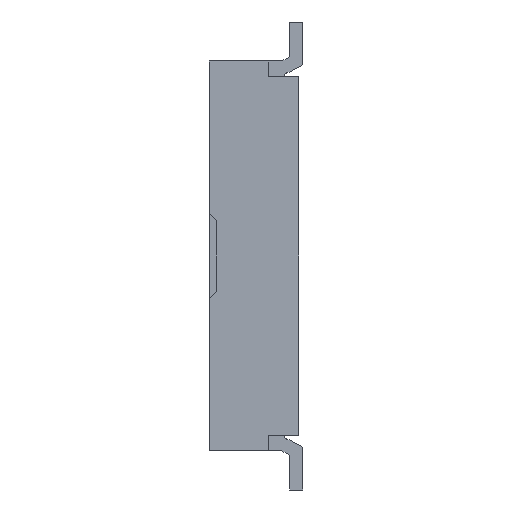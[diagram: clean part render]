
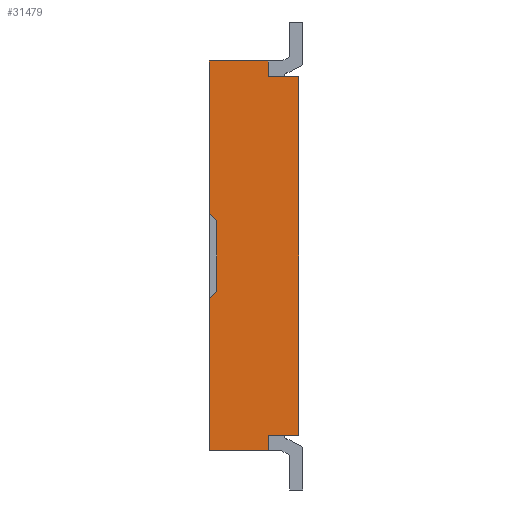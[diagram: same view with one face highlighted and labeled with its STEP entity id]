
A CAD part, left-side view. The second image highlights one B-rep face of the part: STEP entity #31479.
In plain terms, the highlighted planar face has unit normal (-1, 0, 0).
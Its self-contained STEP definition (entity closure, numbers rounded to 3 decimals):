
#225=DIRECTION('',(0.,-1.,0.));
#226=VECTOR('',#225,0.76);
#227=CARTESIAN_POINT('',(-8.8,0.575,2.5));
#228=LINE('',#227,#226);
#4857=DIRECTION('',(0.,1.,0.));
#4858=VECTOR('',#4857,0.39);
#4859=CARTESIAN_POINT('',(-8.8,-0.575,2.3));
#4860=LINE('',#4859,#4858);
#4861=DIRECTION('',(0.,1.,0.));
#4862=VECTOR('',#4861,0.39);
#4863=CARTESIAN_POINT('',(-8.8,-0.575,-2.3));
#4864=LINE('',#4863,#4862);
#4865=DIRECTION('',(0.,0.,1.));
#4866=VECTOR('',#4865,0.2);
#4867=CARTESIAN_POINT('',(-8.8,-0.185,-2.5));
#4868=LINE('',#4867,#4866);
#4869=DIRECTION('',(0.,0.,-1.));
#4870=VECTOR('',#4869,1.95);
#4871=CARTESIAN_POINT('',(-8.8,0.575,-0.55));
#4872=LINE('',#4871,#4870);
#4873=DIRECTION('',(0.,0.707,-0.707));
#4874=VECTOR('',#4873,0.141);
#4875=CARTESIAN_POINT('',(-8.8,0.475,-0.45));
#4876=LINE('',#4875,#4874);
#4877=DIRECTION('',(0.,0.,1.));
#4878=VECTOR('',#4877,0.9);
#4879=CARTESIAN_POINT('',(-8.8,0.475,-0.45));
#4880=LINE('',#4879,#4878);
#4881=DIRECTION('',(0.,-0.707,-0.707));
#4882=VECTOR('',#4881,0.141);
#4883=CARTESIAN_POINT('',(-8.8,0.575,0.55));
#4884=LINE('',#4883,#4882);
#4885=DIRECTION('',(0.,0.,-1.));
#4886=VECTOR('',#4885,1.95);
#4887=CARTESIAN_POINT('',(-8.8,0.575,2.5));
#4888=LINE('',#4887,#4886);
#4889=DIRECTION('',(0.,0.,-1.));
#4890=VECTOR('',#4889,0.2);
#4891=CARTESIAN_POINT('',(-8.8,-0.185,2.5));
#4892=LINE('',#4891,#4890);
#5865=DIRECTION('',(0.,0.,-1.));
#5866=VECTOR('',#5865,4.6);
#5867=CARTESIAN_POINT('',(-8.8,-0.575,2.3));
#5868=LINE('',#5867,#5866);
#9897=DIRECTION('',(0.,-1.,0.));
#9898=VECTOR('',#9897,0.76);
#9899=CARTESIAN_POINT('',(-8.8,0.575,-2.5));
#9900=LINE('',#9899,#9898);
#20633=CARTESIAN_POINT('',(-8.8,-0.575,2.3));
#20634=CARTESIAN_POINT('',(-8.8,-0.185,2.3));
#20635=VERTEX_POINT('',#20633);
#20636=VERTEX_POINT('',#20634);
#20637=CARTESIAN_POINT('',(-8.8,-0.185,2.5));
#20638=VERTEX_POINT('',#20637);
#20639=CARTESIAN_POINT('',(-8.8,-0.185,-2.5));
#20640=CARTESIAN_POINT('',(-8.8,-0.185,-2.3));
#20641=VERTEX_POINT('',#20639);
#20642=VERTEX_POINT('',#20640);
#20643=CARTESIAN_POINT('',(-8.8,-0.575,-2.3));
#20644=VERTEX_POINT('',#20643);
#20657=CARTESIAN_POINT('',(-8.8,0.575,2.5));
#20658=VERTEX_POINT('',#20657);
#20661=CARTESIAN_POINT('',(-8.8,0.575,-2.5));
#20662=VERTEX_POINT('',#20661);
#20809=CARTESIAN_POINT('',(-8.8,0.575,0.55));
#20810=CARTESIAN_POINT('',(-8.8,0.475,0.45));
#20811=VERTEX_POINT('',#20809);
#20812=VERTEX_POINT('',#20810);
#20813=CARTESIAN_POINT('',(-8.8,0.475,-0.45));
#20814=CARTESIAN_POINT('',(-8.8,0.575,-0.55));
#20815=VERTEX_POINT('',#20813);
#20816=VERTEX_POINT('',#20814);
#31458=CARTESIAN_POINT('',(-8.8,0.575,2.5));
#31459=DIRECTION('',(-1.,0.,0.));
#31460=DIRECTION('',(0.,-1.,0.));
#31461=AXIS2_PLACEMENT_3D('',#31458,#31459,#31460);
#31462=PLANE('',#31461);
#31463=ORIENTED_EDGE('',*,*,#30767,.F.);
#31465=ORIENTED_EDGE('',*,*,#31464,.T.);
#31466=ORIENTED_EDGE('',*,*,#29913,.T.);
#31467=ORIENTED_EDGE('',*,*,#29882,.F.);
#31469=ORIENTED_EDGE('',*,*,#31468,.F.);
#31470=ORIENTED_EDGE('',*,*,#27503,.F.);
#31471=ORIENTED_EDGE('',*,*,#31451,.F.);
#31472=ORIENTED_EDGE('',*,*,#31341,.T.);
#31473=ORIENTED_EDGE('',*,*,#31384,.F.);
#31474=ORIENTED_EDGE('',*,*,#27369,.F.);
#31475=ORIENTED_EDGE('',*,*,#27314,.T.);
#31476=ORIENTED_EDGE('',*,*,#31262,.T.);
#31477=EDGE_LOOP('',(#31463,#31465,#31466,#31467,#31469,#31470,#31471,#31472,
#31473,#31474,#31475,#31476));
#31478=FACE_OUTER_BOUND('',#31477,.F.);
#31479=ADVANCED_FACE('',(#31478),#31462,.T.);
#27314=EDGE_CURVE('',#20658,#20638,#228,.T.);
#27369=EDGE_CURVE('',#20658,#20811,#4888,.T.);
#27503=EDGE_CURVE('',#20816,#20662,#4872,.T.);
#29882=EDGE_CURVE('',#20641,#20642,#4868,.T.);
#29913=EDGE_CURVE('',#20644,#20642,#4864,.T.);
#30767=EDGE_CURVE('',#20635,#20636,#4860,.T.);
#31262=EDGE_CURVE('',#20638,#20636,#4892,.T.);
#31341=EDGE_CURVE('',#20815,#20812,#4880,.T.);
#31384=EDGE_CURVE('',#20811,#20812,#4884,.T.);
#31451=EDGE_CURVE('',#20815,#20816,#4876,.T.);
#31464=EDGE_CURVE('',#20635,#20644,#5868,.T.);
#31468=EDGE_CURVE('',#20662,#20641,#9900,.T.);
